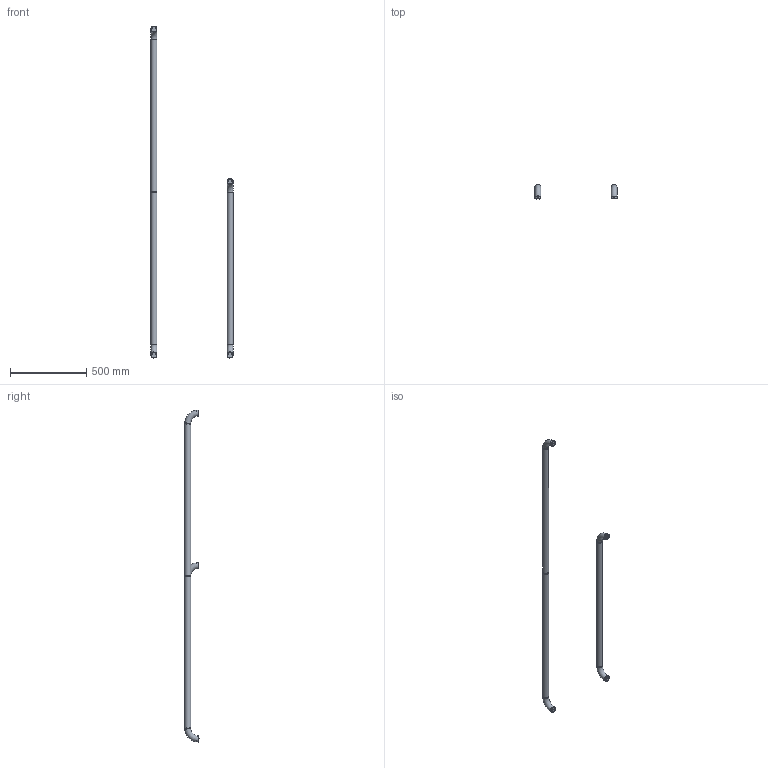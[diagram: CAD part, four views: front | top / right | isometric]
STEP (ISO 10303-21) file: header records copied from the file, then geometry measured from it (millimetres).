
FILE_DESCRIPTION(/* description */ (''),/* implementation_level */ '2;1');
FILE_NAME(/* name */ 'LED tube.step',/* time_stamp */ '2021-08-25T20:37:19+02:00',/* author */ (''),/* organization */ (''),/* preprocessor_version */ 'ST-DEVELOPER v18.1',/* originating_system */ 'Autodesk Translation Framework v10.10.0.1391',/* authorisation */ '');
FILE_SCHEMA (('AUTOMOTIVE_DESIGN { 1 0 10303 214 3 1 1 }'));
Length unit declared in the file: millimetre
Products named in the file (19): LED tube; M3 10mm screw flat; tubes_connector; 3 pin connector; 3 pin connector female; 3 pin connector male; 3 pin connector_1; 3 pin connector female_1; 3 pin connector male_1; LED tube_1; bottom end; aluminium rod; 3 pin connector_2; 3 pin connector female_2; female (1); 3 pin connector male_2; male; top end; screw hole template
Assembly tree (32 placements, depth 4):
  LED tube
    LED tube_1  x3
    bottom end  x2
    M3 10mm screw flat  x2
    screw hole template  x4
    tubes_connector
    aluminium rod  x3
    3 pin connector
      3 pin connector female
        female (1)
      3 pin connector male
        male
    3 pin connector_1
      3 pin connector female_1
        female (1)
      3 pin connector male_1
        male
    top end  x2
    3 pin connector_2
      3 pin connector female_2
        female (1)
      3 pin connector male_2
        male
Bounding box: 540 x 95.68 x 2181.51 mm (x, y, z)
Volume: 1395005.4 mm3; surface area: 908281.9 mm2
Topology: 41 solids, 41 shells, 2253 faces, 4379 edges, 2178 vertices
Faces by surface type: plane 1907, cylinder 278, cone 36, bspline 24, torus 8
Full cylindrical faces by diameter (mm): 2 x18, 2.35 x30, 3 x30, 3.7 x4, 6 x2, 7.5 x3, 17 x3, 34 x9, 39.6 x1, 40 x3
Entity records: 24912 total; most frequent: CARTESIAN_POINT 7626, DIRECTION 3518, ORIENTED_EDGE 3318, EDGE_CURVE 1659, LINE 1312, VECTOR 1312, AXIS2_PLACEMENT_3D 1103, VERTEX_POINT 859
